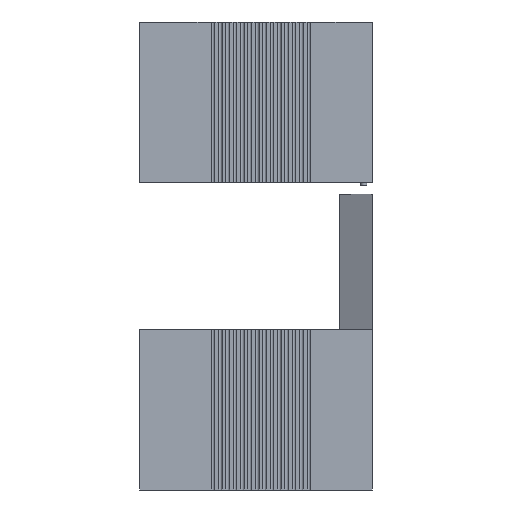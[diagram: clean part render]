
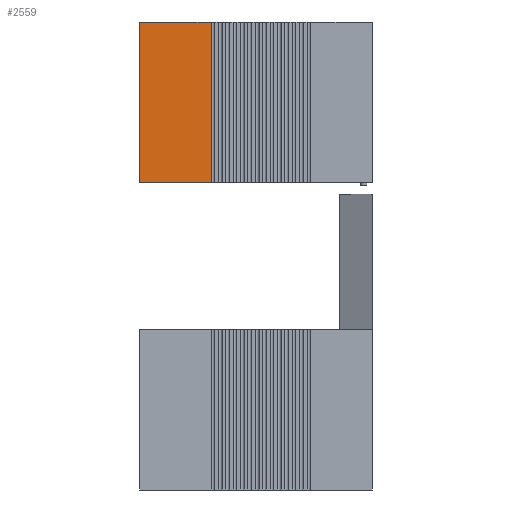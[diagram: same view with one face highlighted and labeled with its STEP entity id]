
A CAD part, left-side view. The second image highlights one B-rep face of the part: STEP entity #2559.
In plain terms, the highlighted planar face has unit normal (-1, -0.025, 0).
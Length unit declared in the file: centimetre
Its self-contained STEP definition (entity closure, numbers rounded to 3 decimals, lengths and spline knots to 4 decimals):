
#19=LINE($,#3589,#340);
#126=LINE($,#3815,#447);
#127=LINE($,#3816,#448);
#128=LINE($,#3817,#449);
#340=VECTOR($,#2876,13.);
#447=VECTOR($,#3047,13.);
#448=VECTOR($,#3048,5.7864);
#449=VECTOR($,#3049,5.7864);
#690=PLANE($,#2700);
#800=FACE_OUTER_BOUND($,#934,.T.);
#934=EDGE_LOOP($,(#1867,#1868,#1869,#1870));
#1103=VERTEX_POINT($,#3586);
#1104=VERTEX_POINT($,#3588);
#1190=VERTEX_POINT($,#3813);
#1191=VERTEX_POINT($,#3814);
#1358=EDGE_CURVE($,#1103,#1104,#19,.T.);
#1465=EDGE_CURVE($,#1190,#1191,#126,.T.);
#1466=EDGE_CURVE($,#1104,#1191,#127,.T.);
#1467=EDGE_CURVE($,#1103,#1190,#128,.T.);
#1867=ORIENTED_EDGE($,*,*,#1465,.T.);
#1868=ORIENTED_EDGE($,*,*,#1466,.F.);
#1869=ORIENTED_EDGE($,*,*,#1358,.F.);
#1870=ORIENTED_EDGE($,*,*,#1467,.T.);
#2559=ADVANCED_FACE($,(#800),#690,.T.);
#2700=AXIS2_PLACEMENT_3D($,#3812,#3045,#3046);
#2876=DIRECTION($,(0.,0.,1.));
#3045=DIRECTION('center_axis',(-1.,-0.025,0.));
#3046=DIRECTION('ref_axis',(0.025,-1.,0.));
#3047=DIRECTION($,(0.,0.,1.));
#3048=DIRECTION($,(0.025,-1.,0.));
#3049=DIRECTION($,(0.025,-1.,0.));
#3586=CARTESIAN_POINT('',(-2.0736,18.8804,1.));
#3588=CARTESIAN_POINT('',(-2.0736,18.8804,14.));
#3589=CARTESIAN_POINT($,(-2.0736,18.8804,1.));
#3812=CARTESIAN_POINT('Origin',(-2.0736,18.8804,1.));
#3813=CARTESIAN_POINT('',(-1.9285,13.0959,1.));
#3814=CARTESIAN_POINT('',(-1.9285,13.0959,14.));
#3815=CARTESIAN_POINT($,(-1.9285,13.0959,-11.));
#3816=CARTESIAN_POINT($,(-2.0736,18.8804,14.));
#3817=CARTESIAN_POINT($,(-2.0736,18.8804,1.));
